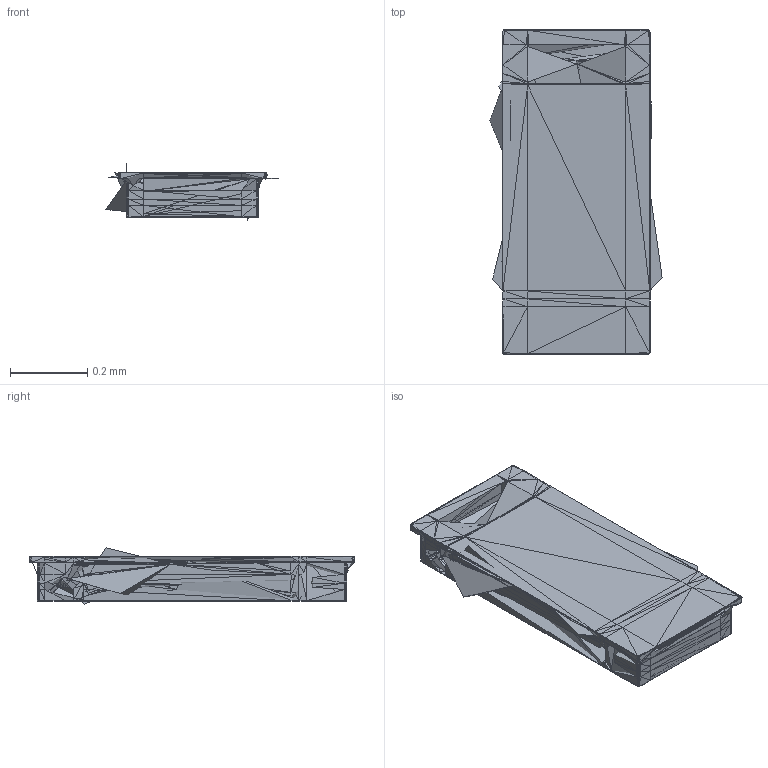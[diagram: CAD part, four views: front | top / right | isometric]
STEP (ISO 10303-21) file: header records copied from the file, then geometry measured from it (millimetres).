
FILE_DESCRIPTION(('FreeCAD Model'),'2;1');
FILE_NAME('Open CASCADE Shape Model','2021-05-10T21:12:08',('FreeCAD'),( 'FreeCAD'),'Open CASCADE STEP processor 7.5','FreeCAD','Unknown');
FILE_SCHEMA(('AUTOMOTIVE_DESIGN { 1 0 10303 214 1 1 1 1 }'));
Products named in the file (1): Open CASCADE STEP translator 7.5 1
Bounding box: 0.45 x 0.84 x 0.15 mm (x, y, z)
Topology: 0 solids, 1 shells, 1575 faces, 2377 edges, 736 vertices
Faces by surface type: plane 1575
Entity records: 60651 total; most frequent: CARTESIAN_POINT 12078, DIRECTION 8127, LINE 4989, VECTOR 4989, ORIENTED_EDGE 4842, PCURVE 4842, DEFINITIONAL_REPRESENTATION 4842, EDGE_CURVE 2496
